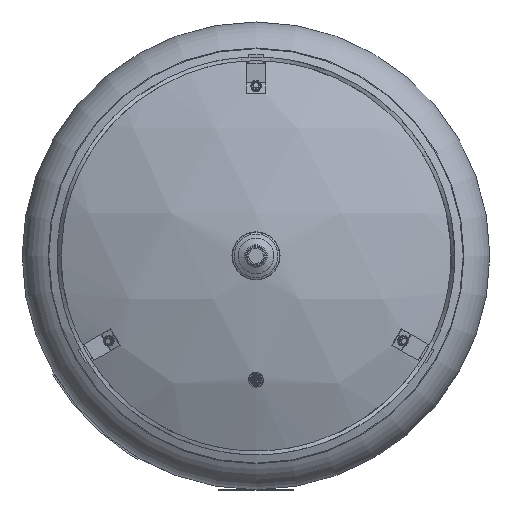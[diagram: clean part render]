
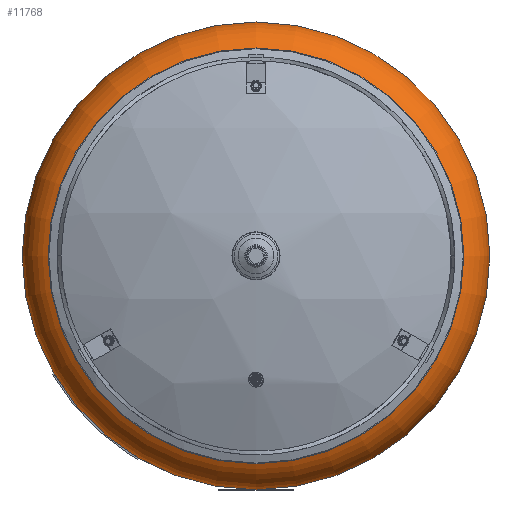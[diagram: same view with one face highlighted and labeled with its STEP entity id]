
A CAD part, front view. The second image highlights one B-rep face of the part: STEP entity #11768.
In plain terms, the highlighted toroidal (fillet/blend) face has major radius 248 mm and minor radius 62 mm.
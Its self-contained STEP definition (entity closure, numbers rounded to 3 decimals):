
#11741=CARTESIAN_POINT('',(0.,-836.854,0.));
#11742=DIRECTION('',(0.,-1.0,0.));
#11743=DIRECTION('',(0.0,0.0,1.0));
#11744=AXIS2_PLACEMENT_3D('',#11741,#11742,#11743);
#11745=TOROIDAL_SURFACE('',#11744,248.,62.0);
#11746=CARTESIAN_POINT('',(275.556,-892.394,0.));
#11747=VERTEX_POINT('',#11746);
#11748=CARTESIAN_POINT('',(0.,-892.394,0.));
#11749=DIRECTION('',(0.0,-1.0,0.0));
#11750=DIRECTION('',(1.0,0.0,0.0));
#11751=AXIS2_PLACEMENT_3D('',#11748,#11749,#11750);
#11752=CIRCLE('',#11751,275.556);
#11753=EDGE_CURVE('',#11747,#11747,#11752,.T.);
#11754=ORIENTED_EDGE('',*,*,#11753,.F.);
#11755=EDGE_LOOP('',(#11754));
#11756=FACE_OUTER_BOUND('',#11755,.T.);
#11757=CARTESIAN_POINT('',(310.0,-836.854,0.));
#11758=VERTEX_POINT('',#11757);
#11759=CARTESIAN_POINT('',(0.,-836.854,0.));
#11760=DIRECTION('',(0.0,-1.0,0.0));
#11761=DIRECTION('',(1.0,0.0,0.0));
#11762=AXIS2_PLACEMENT_3D('',#11759,#11760,#11761);
#11763=CIRCLE('',#11762,310.0);
#11764=EDGE_CURVE('',#11758,#11758,#11763,.T.);
#11765=ORIENTED_EDGE('',*,*,#11764,.T.);
#11766=EDGE_LOOP('',(#11765));
#11767=FACE_BOUND('',#11766,.T.);
#11768=ADVANCED_FACE('',(#11756,#11767),#11745,.T.);
